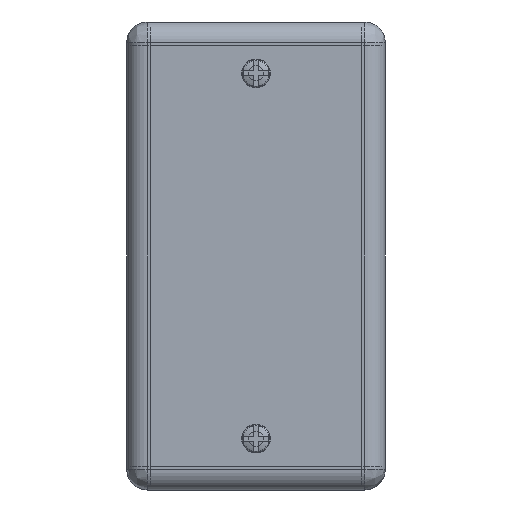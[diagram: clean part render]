
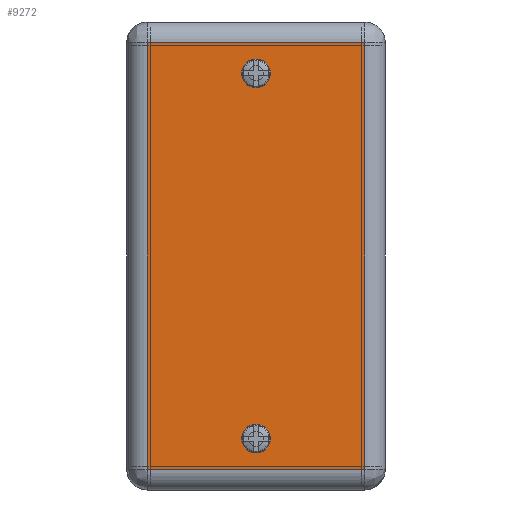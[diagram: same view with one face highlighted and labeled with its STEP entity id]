
A CAD part, left-side view. The second image highlights one B-rep face of the part: STEP entity #9272.
In plain terms, the highlighted planar face has unit normal (-1, 0, 0).
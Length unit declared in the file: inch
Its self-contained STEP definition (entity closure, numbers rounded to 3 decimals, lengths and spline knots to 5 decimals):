
#2 = DIRECTION ( 'NONE',  ( 0., 0., -1. ) ) ;
#372 = AXIS2_PLACEMENT_3D ( 'NONE', #5446, #9033, #1008 ) ;
#838 = EDGE_CURVE ( 'NONE', #3351, #5721, #9967, .T. ) ;
#1008 = DIRECTION ( 'NONE',  ( 0., 0., 1. ) ) ;
#1062 = ORIENTED_EDGE ( 'NONE', *, *, #2323, .T. ) ;
#1215 = VECTOR ( 'NONE', #8211, 39.37008 ) ;
#1560 = VERTEX_POINT ( 'NONE', #8066 ) ;
#1599 = EDGE_CURVE ( 'NONE', #9072, #3527, #7451, .T. ) ;
#1736 = CARTESIAN_POINT ( 'NONE',  ( -2.735, 0., 1.66 ) ) ;
#1794 = CARTESIAN_POINT ( 'NONE',  ( -2.735, 0.12436, -1.61 ) ) ;
#1841 = AXIS2_PLACEMENT_3D ( 'NONE', #2679, #6436, #5547 ) ;
#2192 = AXIS2_PLACEMENT_3D ( 'NONE', #9701, #5998, #7004 ) ;
#2323 = EDGE_CURVE ( 'NONE', #1560, #6598, #5425, .T. ) ;
#2335 = CARTESIAN_POINT ( 'NONE',  ( -2.735, -0.9725, -1.885 ) ) ;
#2557 = VECTOR ( 'NONE', #2, 39.37008 ) ;
#2580 = CARTESIAN_POINT ( 'NONE',  ( -2.735, -0.12436, 1.66 ) ) ;
#2679 = CARTESIAN_POINT ( 'NONE',  ( -2.735, 0., -1.61 ) ) ;
#2722 = EDGE_CURVE ( 'NONE', #6598, #3351, #10219, .T. ) ;
#3299 = FACE_OUTER_BOUND ( 'NONE', #3434, .T. ) ;
#3351 = VERTEX_POINT ( 'NONE', #10264 ) ;
#3395 = LINE ( 'NONE', #6965, #2557 ) ;
#3426 = PLANE ( 'NONE',  #2192 ) ;
#3434 = EDGE_LOOP ( 'NONE', ( #1062, #6955, #4470, #9302 ) ) ;
#3511 = AXIS2_PLACEMENT_3D ( 'NONE', #1736, #7009, #9762 ) ;
#3527 = VERTEX_POINT ( 'NONE', #2580 ) ;
#3585 = ORIENTED_EDGE ( 'NONE', *, *, #11344, .T. ) ;
#3807 = EDGE_CURVE ( 'NONE', #5721, #1560, #3395, .T. ) ;
#3827 = CARTESIAN_POINT ( 'NONE',  ( -2.735, -0.9725, 2.12 ) ) ;
#3883 = CIRCLE ( 'NONE', #1841, 0.12436 ) ;
#4296 = FACE_BOUND ( 'NONE', #7117, .T. ) ;
#4470 = ORIENTED_EDGE ( 'NONE', *, *, #838, .T. ) ;
#4475 = CIRCLE ( 'NONE', #372, 0.12436 ) ;
#4617 = CARTESIAN_POINT ( 'NONE',  ( -2.735, 0., 1.935 ) ) ;
#4659 = CARTESIAN_POINT ( 'NONE',  ( -2.735, 0.9725, 1.935 ) ) ;
#5217 = DIRECTION ( 'NONE',  ( 1., 0., 0. ) ) ;
#5299 = CARTESIAN_POINT ( 'NONE',  ( -2.735, -0.12436, -1.61 ) ) ;
#5346 = CIRCLE ( 'NONE', #6857, 0.12436 ) ;
#5425 = LINE ( 'NONE', #11538, #6772 ) ;
#5446 = CARTESIAN_POINT ( 'NONE',  ( -2.735, 0., 1.66 ) ) ;
#5478 = ORIENTED_EDGE ( 'NONE', *, *, #8476, .T. ) ;
#5547 = DIRECTION ( 'NONE',  ( 0., 0., 1. ) ) ;
#5721 = VERTEX_POINT ( 'NONE', #4659 ) ;
#5998 = DIRECTION ( 'NONE',  ( -1., 0., 0. ) ) ;
#6420 = DIRECTION ( 'NONE',  ( 0., 0., 1. ) ) ;
#6436 = DIRECTION ( 'NONE',  ( 1., 0., 0. ) ) ;
#6598 = VERTEX_POINT ( 'NONE', #2335 ) ;
#6772 = VECTOR ( 'NONE', #7252, 39.37008 ) ;
#6857 = AXIS2_PLACEMENT_3D ( 'NONE', #10620, #5217, #7812 ) ;
#6955 = ORIENTED_EDGE ( 'NONE', *, *, #2722, .T. ) ;
#6965 = CARTESIAN_POINT ( 'NONE',  ( -2.735, 0.9725, 2.12 ) ) ;
#7004 = DIRECTION ( 'NONE',  ( 0., 0., 1. ) ) ;
#7009 = DIRECTION ( 'NONE',  ( 1., 0., 0. ) ) ;
#7117 = EDGE_LOOP ( 'NONE', ( #3585, #5478 ) ) ;
#7252 = DIRECTION ( 'NONE',  ( 0., -1., 0. ) ) ;
#7357 = EDGE_CURVE ( 'NONE', #3527, #9072, #4475, .T. ) ;
#7451 = CIRCLE ( 'NONE', #3511, 0.12436 ) ;
#7671 = VERTEX_POINT ( 'NONE', #5299 ) ;
#7732 = VERTEX_POINT ( 'NONE', #1794 ) ;
#7770 = CARTESIAN_POINT ( 'NONE',  ( -2.735, 0.12436, 1.66 ) ) ;
#7812 = DIRECTION ( 'NONE',  ( 0., 0., 1. ) ) ;
#8066 = CARTESIAN_POINT ( 'NONE',  ( -2.735, 0.9725, -1.885 ) ) ;
#8211 = DIRECTION ( 'NONE',  ( 0., 1., 0. ) ) ;
#8476 = EDGE_CURVE ( 'NONE', #7732, #7671, #5346, .T. ) ;
#8782 = ORIENTED_EDGE ( 'NONE', *, *, #7357, .T. ) ;
#9033 = DIRECTION ( 'NONE',  ( 1., 0., 0. ) ) ;
#9072 = VERTEX_POINT ( 'NONE', #7770 ) ;
#9272 = ADVANCED_FACE ( 'NONE', ( #11521, #4296, #3299 ), #3426, .T. ) ;
#9302 = ORIENTED_EDGE ( 'NONE', *, *, #3807, .T. ) ;
#9527 = VECTOR ( 'NONE', #6420, 39.37008 ) ;
#9701 = CARTESIAN_POINT ( 'NONE',  ( -2.735, 0., 2.12 ) ) ;
#9762 = DIRECTION ( 'NONE',  ( 0., 0., 1. ) ) ;
#9967 = LINE ( 'NONE', #4617, #1215 ) ;
#9996 = EDGE_LOOP ( 'NONE', ( #8782, #10816 ) ) ;
#10219 = LINE ( 'NONE', #3827, #9527 ) ;
#10264 = CARTESIAN_POINT ( 'NONE',  ( -2.735, -0.9725, 1.935 ) ) ;
#10620 = CARTESIAN_POINT ( 'NONE',  ( -2.735, 0., -1.61 ) ) ;
#10816 = ORIENTED_EDGE ( 'NONE', *, *, #1599, .T. ) ;
#11344 = EDGE_CURVE ( 'NONE', #7671, #7732, #3883, .T. ) ;
#11521 = FACE_BOUND ( 'NONE', #9996, .T. ) ;
#11538 = CARTESIAN_POINT ( 'NONE',  ( -2.735, 0., -1.885 ) ) ;
